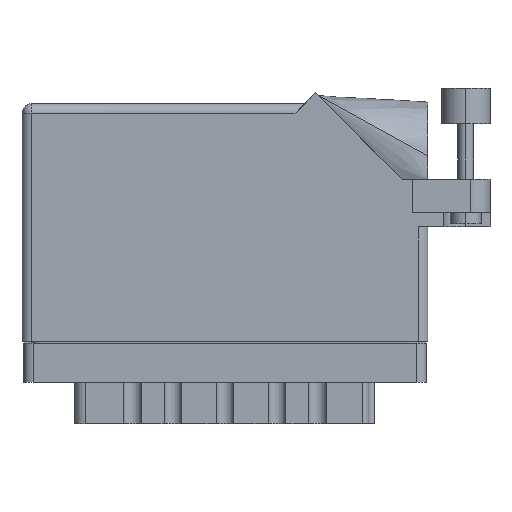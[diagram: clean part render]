
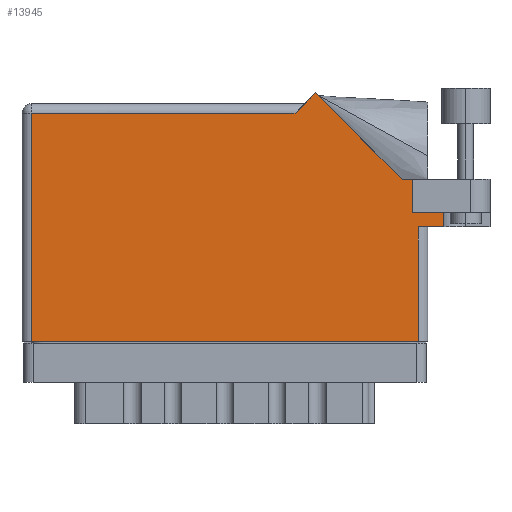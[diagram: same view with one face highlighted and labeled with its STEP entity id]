
A CAD part, front view. The second image highlights one B-rep face of the part: STEP entity #13945.
In plain terms, the highlighted face is planar.
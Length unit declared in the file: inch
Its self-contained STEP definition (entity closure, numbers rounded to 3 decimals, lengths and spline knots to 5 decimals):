
#470 = EDGE_CURVE ( 'NONE', #47929, #38415, #37393, .T. ) ;
#1725 = EDGE_CURVE ( 'NONE', #26195, #24113, #23330, .T. ) ;
#2042 = ORIENTED_EDGE ( 'NONE', *, *, #45827, .T. ) ;
#2495 = ORIENTED_EDGE ( 'NONE', *, *, #35299, .T. ) ;
#2561 = CARTESIAN_POINT ( 'NONE',  ( 2.512, 1.044, 0. ) ) ;
#2613 = ORIENTED_EDGE ( 'NONE', *, *, #4075, .T. ) ;
#2998 = CARTESIAN_POINT ( 'NONE',  ( 2.7135, 1.16177, 0. ) ) ;
#3143 = DIRECTION ( 'NONE',  ( -1., 0., 0. ) ) ;
#3737 = LINE ( 'NONE', #8351, #38018 ) ;
#3967 = VECTOR ( 'NONE', #34561, 39.37008 ) ;
#4075 = EDGE_CURVE ( 'NONE', #38415, #36354, #3737, .T. ) ;
#4589 = VECTOR ( 'NONE', #3143, 39.37008 ) ;
#4925 = LINE ( 'NONE', #11591, #10356 ) ;
#5272 = VERTEX_POINT ( 'NONE', #14010 ) ;
#5909 = CARTESIAN_POINT ( 'NONE',  ( 0.062, 0., 0. ) ) ;
#6161 = CARTESIAN_POINT ( 'NONE',  ( 0.062, 1.468, 0. ) ) ;
#6318 = AXIS2_PLACEMENT_3D ( 'NONE', #26294, #19167, #30650 ) ;
#6817 = CARTESIAN_POINT ( 'NONE',  ( 2.44642, 1.044, 0. ) ) ;
#8173 = EDGE_CURVE ( 'NONE', #16315, #24688, #21242, .T. ) ;
#8351 = CARTESIAN_POINT ( 'NONE',  ( 2.44642, 1.044, 0. ) ) ;
#9807 = DIRECTION ( 'NONE',  ( 0., -1., 0. ) ) ;
#9958 = VERTEX_POINT ( 'NONE', #47483 ) ;
#10356 = VECTOR ( 'NONE', #27278, 39.37008 ) ;
#10543 = DIRECTION ( 'NONE',  ( 1., 0., 0. ) ) ;
#10910 = VECTOR ( 'NONE', #25141, 39.37008 ) ;
#11037 = ORIENTED_EDGE ( 'NONE', *, *, #17860, .T. ) ;
#11162 = CARTESIAN_POINT ( 'NONE',  ( 2.512, 0.831, 0. ) ) ;
#11591 = CARTESIAN_POINT ( 'NONE',  ( 0., 0., 0. ) ) ;
#12085 = ORIENTED_EDGE ( 'NONE', *, *, #32871, .T. ) ;
#13945 = ADVANCED_FACE ( 'NONE', ( #32286 ), #18835, .F. ) ;
#14010 = CARTESIAN_POINT ( 'NONE',  ( 2.55, 0.737, 0. ) ) ;
#14219 = CARTESIAN_POINT ( 'NONE',  ( 2.612, 0.737, 0. ) ) ;
#15137 = CARTESIAN_POINT ( 'NONE',  ( 2.7135, 0.831, 0. ) ) ;
#15701 = EDGE_CURVE ( 'NONE', #24688, #9958, #4925, .T. ) ;
#16315 = VERTEX_POINT ( 'NONE', #6161 ) ;
#17502 = CARTESIAN_POINT ( 'NONE',  ( 1.88971, 1.60071, 0. ) ) ;
#17860 = EDGE_CURVE ( 'NONE', #26195, #47929, #47401, .T. ) ;
#18107 = ORIENTED_EDGE ( 'NONE', *, *, #18850, .T. ) ;
#18364 = CARTESIAN_POINT ( 'NONE',  ( 0., 1.468, 0. ) ) ;
#18457 = CARTESIAN_POINT ( 'NONE',  ( 0.062, 0., 0. ) ) ;
#18835 = PLANE ( 'NONE',  #6318 ) ;
#18850 = EDGE_CURVE ( 'NONE', #40474, #16315, #39575, .T. ) ;
#19167 = DIRECTION ( 'NONE',  ( 0., 0., -1. ) ) ;
#19336 = EDGE_CURVE ( 'NONE', #24113, #20391, #28198, .T. ) ;
#20003 = VECTOR ( 'NONE', #9807, 39.37008 ) ;
#20391 = VERTEX_POINT ( 'NONE', #35873 ) ;
#20629 = LINE ( 'NONE', #14219, #26688 ) ;
#21242 = LINE ( 'NONE', #5909, #20003 ) ;
#23330 = LINE ( 'NONE', #11162, #3967 ) ;
#24113 = VERTEX_POINT ( 'NONE', #15137 ) ;
#24194 = CARTESIAN_POINT ( 'NONE',  ( 1.757, 1.468, 0. ) ) ;
#24688 = VERTEX_POINT ( 'NONE', #18457 ) ;
#25141 = DIRECTION ( 'NONE',  ( -1., 0., 0. ) ) ;
#25529 = ORIENTED_EDGE ( 'NONE', *, *, #470, .T. ) ;
#26195 = VERTEX_POINT ( 'NONE', #34305 ) ;
#26294 = CARTESIAN_POINT ( 'NONE',  ( 0., 1.53, 0. ) ) ;
#26688 = VECTOR ( 'NONE', #10543, 39.37008 ) ;
#27018 = VECTOR ( 'NONE', #39860, 39.37008 ) ;
#27278 = DIRECTION ( 'NONE',  ( 1., 0., 0. ) ) ;
#28198 = LINE ( 'NONE', #2998, #34785 ) ;
#28216 = LINE ( 'NONE', #31505, #40830 ) ;
#28888 = VECTOR ( 'NONE', #46850, 39.37008 ) ;
#29503 = CARTESIAN_POINT ( 'NONE',  ( 3.012, 1.044, 0. ) ) ;
#29569 = EDGE_LOOP ( 'NONE', ( #41486, #12085, #2495, #38459, #45313, #11037, #25529, #2613, #2042, #18107, #49683 ) ) ;
#30650 = DIRECTION ( 'NONE',  ( -1., 0., 0. ) ) ;
#31505 = CARTESIAN_POINT ( 'NONE',  ( 1.819, 1.53, 0. ) ) ;
#32175 = DIRECTION ( 'NONE',  ( -0.707, -0.707, 0. ) ) ;
#32286 = FACE_OUTER_BOUND ( 'NONE', #29569, .T. ) ;
#32871 = EDGE_CURVE ( 'NONE', #9958, #5272, #39093, .T. ) ;
#34305 = CARTESIAN_POINT ( 'NONE',  ( 2.512, 0.831, 0. ) ) ;
#34561 = DIRECTION ( 'NONE',  ( 1., 0., 0. ) ) ;
#34785 = VECTOR ( 'NONE', #45433, 39.37008 ) ;
#35299 = EDGE_CURVE ( 'NONE', #5272, #20391, #20629, .T. ) ;
#35873 = CARTESIAN_POINT ( 'NONE',  ( 2.7135, 0.737, 0. ) ) ;
#36354 = VERTEX_POINT ( 'NONE', #17502 ) ;
#37393 = LINE ( 'NONE', #29503, #10910 ) ;
#38018 = VECTOR ( 'NONE', #46705, 39.37008 ) ;
#38415 = VERTEX_POINT ( 'NONE', #6817 ) ;
#38459 = ORIENTED_EDGE ( 'NONE', *, *, #19336, .F. ) ;
#38679 = CARTESIAN_POINT ( 'NONE',  ( 2.55, 0.737, 0. ) ) ;
#39093 = LINE ( 'NONE', #38679, #28888 ) ;
#39575 = LINE ( 'NONE', #18364, #4589 ) ;
#39860 = DIRECTION ( 'NONE',  ( 0., 1., 0. ) ) ;
#40181 = CARTESIAN_POINT ( 'NONE',  ( 2.512, 0.831, 0. ) ) ;
#40474 = VERTEX_POINT ( 'NONE', #24194 ) ;
#40830 = VECTOR ( 'NONE', #32175, 39.37008 ) ;
#41486 = ORIENTED_EDGE ( 'NONE', *, *, #15701, .T. ) ;
#45313 = ORIENTED_EDGE ( 'NONE', *, *, #1725, .F. ) ;
#45433 = DIRECTION ( 'NONE',  ( 0., -1., 0. ) ) ;
#45827 = EDGE_CURVE ( 'NONE', #36354, #40474, #28216, .T. ) ;
#46705 = DIRECTION ( 'NONE',  ( -0.707, 0.707, 0. ) ) ;
#46850 = DIRECTION ( 'NONE',  ( 0., 1., 0. ) ) ;
#47401 = LINE ( 'NONE', #40181, #27018 ) ;
#47483 = CARTESIAN_POINT ( 'NONE',  ( 2.55, 0., 0. ) ) ;
#47929 = VERTEX_POINT ( 'NONE', #2561 ) ;
#49683 = ORIENTED_EDGE ( 'NONE', *, *, #8173, .T. ) ;
